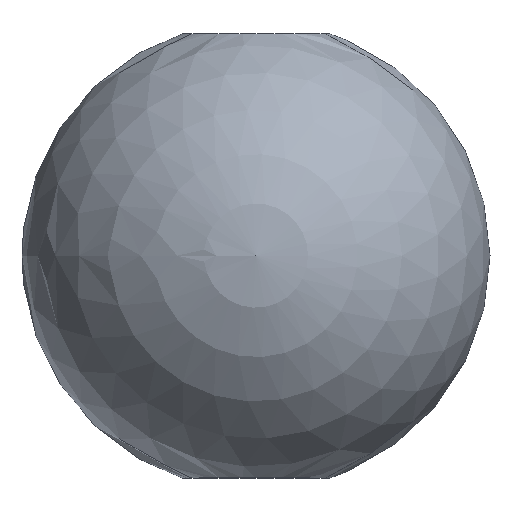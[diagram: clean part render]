
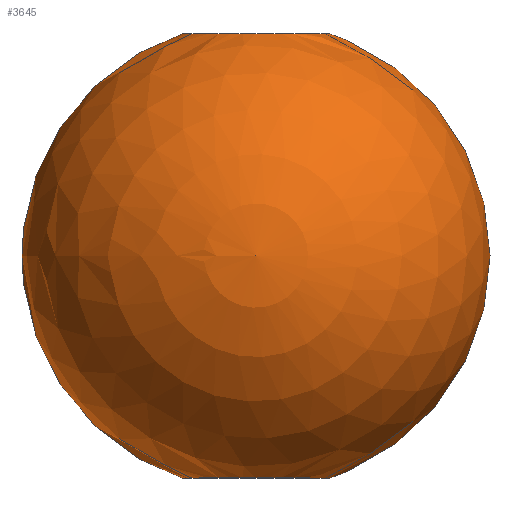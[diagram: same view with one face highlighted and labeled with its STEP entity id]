
A CAD part, top view. The second image highlights one B-rep face of the part: STEP entity #3645.
In plain terms, the highlighted spherical face has radius 9.5 mm.
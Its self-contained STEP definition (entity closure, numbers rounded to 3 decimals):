
#1385 = EDGE_CURVE ( 'NONE', #4661, #4661, #2104, .T. ) ;
#1452 = CARTESIAN_POINT ( 'NONE',  ( 0., -9.014, 3. ) ) ;
#1797 = CARTESIAN_POINT ( 'NONE',  ( 0., 9.014, 0. ) ) ;
#2104 = CIRCLE ( 'NONE', #4053, 3. ) ;
#2395 = EDGE_LOOP ( 'NONE', ( #5311 ) ) ;
#2525 = DIRECTION ( 'NONE',  ( 0., 0., 1. ) ) ;
#3050 = CARTESIAN_POINT ( 'NONE',  ( 0., -9.014, 0. ) ) ;
#3121 = CIRCLE ( 'NONE', #8175, 3. ) ;
#3141 = EDGE_CURVE ( 'NONE', #8030, #8030, #3121, .T. ) ;
#3321 = SPHERICAL_SURFACE ( 'NONE', #7986, 9.5 ) ;
#3645 = ADVANCED_FACE ( 'NONE', ( #5909, #3668 ), #3321, .T. ) ;
#3668 = FACE_OUTER_BOUND ( 'NONE', #2395, .T. ) ;
#3790 = DIRECTION ( 'NONE',  ( 0., 0., 1. ) ) ;
#3908 = DIRECTION ( 'NONE',  ( 0., 0., -1. ) ) ;
#4053 = AXIS2_PLACEMENT_3D ( 'NONE', #3050, #8739, #3790 ) ;
#4377 = CARTESIAN_POINT ( 'NONE',  ( 0., 9.014, 3. ) ) ;
#4661 = VERTEX_POINT ( 'NONE', #1452 ) ;
#5311 = ORIENTED_EDGE ( 'NONE', *, *, #1385, .T. ) ;
#5909 = FACE_OUTER_BOUND ( 'NONE', #7681, .T. ) ;
#6346 = ORIENTED_EDGE ( 'NONE', *, *, #3141, .F. ) ;
#6829 = CARTESIAN_POINT ( 'NONE',  ( 0., 0., 0. ) ) ;
#7443 = DIRECTION ( 'NONE',  ( 0., 1., 0. ) ) ;
#7579 = DIRECTION ( 'NONE',  ( 1., 0., 0. ) ) ;
#7681 = EDGE_LOOP ( 'NONE', ( #6346 ) ) ;
#7986 = AXIS2_PLACEMENT_3D ( 'NONE', #6829, #3908, #7579 ) ;
#8030 = VERTEX_POINT ( 'NONE', #4377 ) ;
#8175 = AXIS2_PLACEMENT_3D ( 'NONE', #1797, #7443, #2525 ) ;
#8739 = DIRECTION ( 'NONE',  ( 0., 1., 0. ) ) ;
